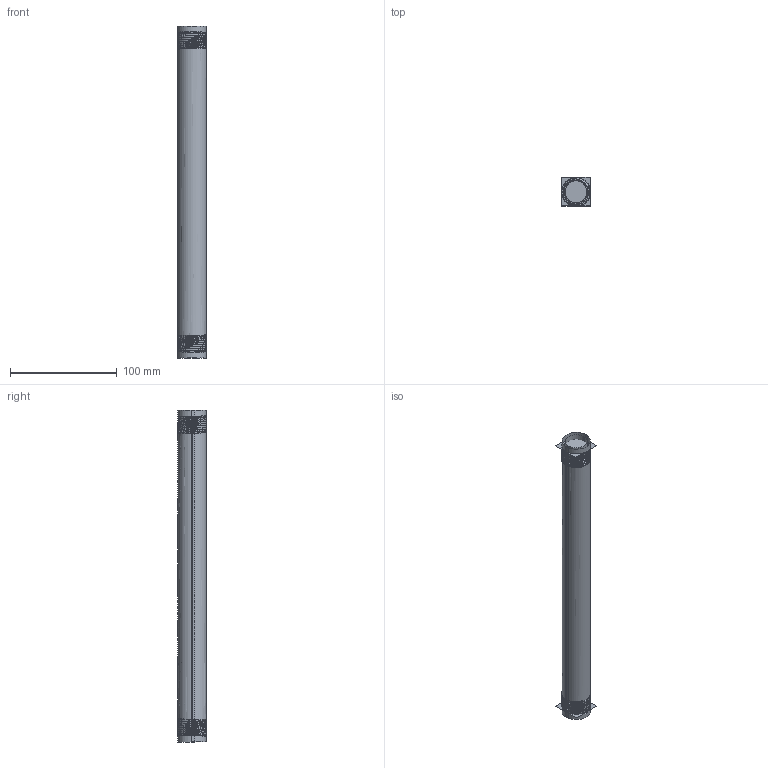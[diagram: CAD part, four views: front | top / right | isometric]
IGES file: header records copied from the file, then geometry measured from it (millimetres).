
Start section:  PTC IGES file: 226935_sm01.igs
Global section: file name: 226935_sm01.igs; native system: Creo Parametric by PTC Inc.; preprocessor: 2019292; author: PDMAdmin; organization: Unknown; date: 20220105.153544; units: millimetre
Bounding box: 27.76 x 27.54 x 311.71 mm (x, y, z)
Surface area: 599258 mm2 (no closed solid volume)
Topology: 0 solids, 1 shells, 108 faces, 604 edges, 784 vertices
Faces by surface type: revolution 80, bspline 28
